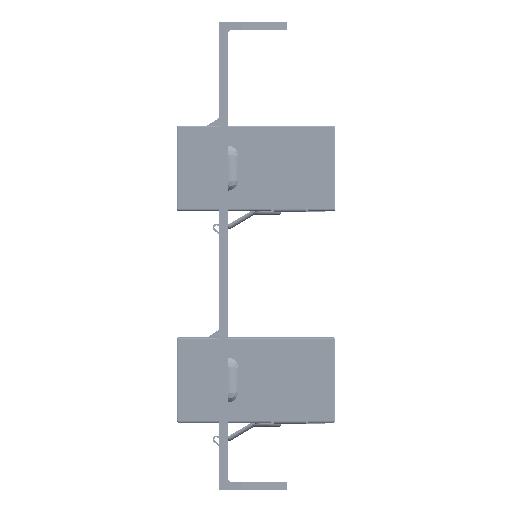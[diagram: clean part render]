
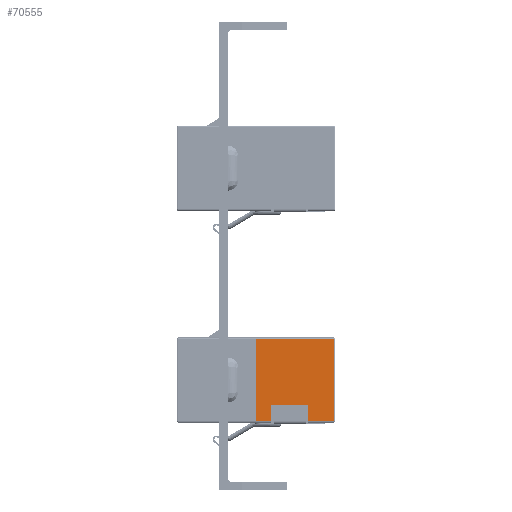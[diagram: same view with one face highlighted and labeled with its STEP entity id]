
A CAD part, left-side view. The second image highlights one B-rep face of the part: STEP entity #70555.
In plain terms, the highlighted face is planar.
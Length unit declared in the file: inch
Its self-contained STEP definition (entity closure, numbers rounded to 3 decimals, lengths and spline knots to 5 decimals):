
#1509 = ORIENTED_EDGE ( 'NONE', *, *, #35710, .T. ) ;
#1794 = DIRECTION ( 'NONE',  ( 0., 0., -1. ) ) ;
#5624 = VERTEX_POINT ( 'NONE', #61779 ) ;
#5649 = CARTESIAN_POINT ( 'NONE',  ( 0.2874, -0.38924, 0.18701 ) ) ;
#6212 = DIRECTION ( 'NONE',  ( 0., 0., -1. ) ) ;
#6381 = LINE ( 'NONE', #67128, #62776 ) ;
#8699 = LINE ( 'NONE', #24149, #47100 ) ;
#8754 = EDGE_CURVE ( 'NONE', #64700, #18424, #8699, .T. ) ;
#9227 = FACE_OUTER_BOUND ( 'NONE', #31333, .T. ) ;
#10062 = CARTESIAN_POINT ( 'NONE',  ( 0.2874, -0.11487, 0.18701 ) ) ;
#11320 = ORIENTED_EDGE ( 'NONE', *, *, #19322, .F. ) ;
#11638 = CARTESIAN_POINT ( 'NONE',  ( 0.2874, 0.59055, -0.30512 ) ) ;
#13368 = DIRECTION ( 'NONE',  ( 0., 0., 1. ) ) ;
#13783 = DIRECTION ( 'NONE',  ( -1., 0., 0. ) ) ;
#14711 = EDGE_CURVE ( 'NONE', #24750, #44269, #48055, .T. ) ;
#15701 = VECTOR ( 'NONE', #39308, 39.37008 ) ;
#17983 = DIRECTION ( 'NONE',  ( 0., -1., 0. ) ) ;
#18424 = VERTEX_POINT ( 'NONE', #45023 ) ;
#19322 = EDGE_CURVE ( 'NONE', #42153, #5624, #67371, .T. ) ;
#23256 = VECTOR ( 'NONE', #13368, 39.37008 ) ;
#24149 = CARTESIAN_POINT ( 'NONE',  ( 0.2874, 0.59055, 0.30512 ) ) ;
#24750 = VERTEX_POINT ( 'NONE', #5649 ) ;
#25725 = ORIENTED_EDGE ( 'NONE', *, *, #58633, .F. ) ;
#26270 = CARTESIAN_POINT ( 'NONE',  ( 0.2874, -0.38924, 0.30512 ) ) ;
#26326 = CARTESIAN_POINT ( 'NONE',  ( 0.2874, -0.57874, -0.30512 ) ) ;
#28082 = LINE ( 'NONE', #30330, #42605 ) ;
#30330 = CARTESIAN_POINT ( 'NONE',  ( 0.2874, 0.59055, 0.30512 ) ) ;
#31333 = EDGE_LOOP ( 'NONE', ( #11320, #68007, #25725, #50083, #62182, #39579, #32714, #1509 ) ) ;
#32640 = VERTEX_POINT ( 'NONE', #62407 ) ;
#32714 = ORIENTED_EDGE ( 'NONE', *, *, #50335, .T. ) ;
#33409 = CARTESIAN_POINT ( 'NONE',  ( 0.2874, -0.00197, 0.31693 ) ) ;
#35279 = VECTOR ( 'NONE', #43691, 39.37008 ) ;
#35710 = EDGE_CURVE ( 'NONE', #65738, #5624, #44710, .T. ) ;
#38212 = CARTESIAN_POINT ( 'NONE',  ( 0.2874, -0.57874, -0.31693 ) ) ;
#38982 = CARTESIAN_POINT ( 'NONE',  ( 0.2874, -0.00197, 0.30512 ) ) ;
#39308 = DIRECTION ( 'NONE',  ( 0., 1., 0. ) ) ;
#39579 = ORIENTED_EDGE ( 'NONE', *, *, #8754, .T. ) ;
#41526 = DIRECTION ( 'NONE',  ( 0., -1., 0. ) ) ;
#42153 = VERTEX_POINT ( 'NONE', #38982 ) ;
#42605 = VECTOR ( 'NONE', #41526, 39.37008 ) ;
#43691 = DIRECTION ( 'NONE',  ( 0., 0., -1. ) ) ;
#44269 = VERTEX_POINT ( 'NONE', #10062 ) ;
#44710 = LINE ( 'NONE', #11638, #15701 ) ;
#45023 = CARTESIAN_POINT ( 'NONE',  ( 0.2874, -0.57874, 0.30512 ) ) ;
#46446 = PLANE ( 'NONE',  #46850 ) ;
#46850 = AXIS2_PLACEMENT_3D ( 'NONE', #57241, #13783, #51961 ) ;
#47100 = VECTOR ( 'NONE', #17983, 39.37008 ) ;
#48055 = LINE ( 'NONE', #58700, #62606 ) ;
#48959 = EDGE_CURVE ( 'NONE', #64700, #24750, #6381, .T. ) ;
#49803 = LINE ( 'NONE', #38212, #35279 ) ;
#50083 = ORIENTED_EDGE ( 'NONE', *, *, #14711, .F. ) ;
#50335 = EDGE_CURVE ( 'NONE', #18424, #65738, #49803, .T. ) ;
#51961 = DIRECTION ( 'NONE',  ( 0., 0., 1. ) ) ;
#52912 = VECTOR ( 'NONE', #6212, 39.37008 ) ;
#57241 = CARTESIAN_POINT ( 'NONE',  ( 0.2874, 0.59055, -0.31693 ) ) ;
#58633 = EDGE_CURVE ( 'NONE', #44269, #32640, #65067, .T. ) ;
#58700 = CARTESIAN_POINT ( 'NONE',  ( 0.2874, -0.38924, 0.18701 ) ) ;
#61779 = CARTESIAN_POINT ( 'NONE',  ( 0.2874, -0.00197, -0.30512 ) ) ;
#62045 = CARTESIAN_POINT ( 'NONE',  ( 0.2874, -0.11487, 0.31693 ) ) ;
#62182 = ORIENTED_EDGE ( 'NONE', *, *, #48959, .F. ) ;
#62407 = CARTESIAN_POINT ( 'NONE',  ( 0.2874, -0.11487, 0.30512 ) ) ;
#62606 = VECTOR ( 'NONE', #69372, 39.37008 ) ;
#62776 = VECTOR ( 'NONE', #1794, 39.37008 ) ;
#64700 = VERTEX_POINT ( 'NONE', #26270 ) ;
#65067 = LINE ( 'NONE', #62045, #23256 ) ;
#65738 = VERTEX_POINT ( 'NONE', #26326 ) ;
#67128 = CARTESIAN_POINT ( 'NONE',  ( 0.2874, -0.38924, 0.31693 ) ) ;
#67371 = LINE ( 'NONE', #33409, #52912 ) ;
#68007 = ORIENTED_EDGE ( 'NONE', *, *, #68194, .T. ) ;
#68194 = EDGE_CURVE ( 'NONE', #42153, #32640, #28082, .T. ) ;
#69372 = DIRECTION ( 'NONE',  ( 0., 1., 0. ) ) ;
#70555 = ADVANCED_FACE ( 'NONE', ( #9227 ), #46446, .F. ) ;
